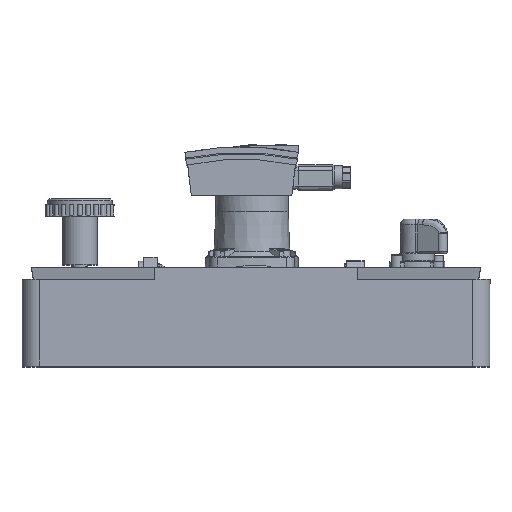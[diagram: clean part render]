
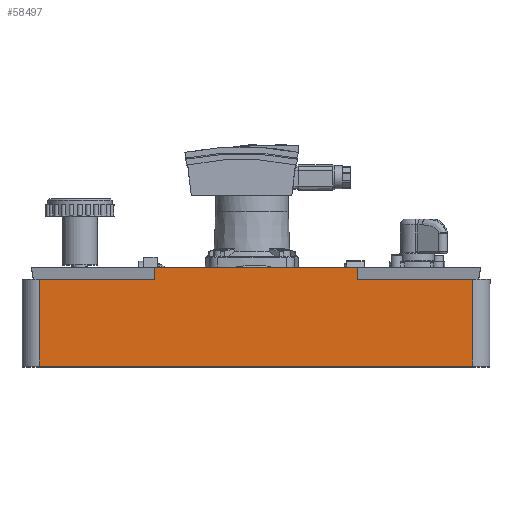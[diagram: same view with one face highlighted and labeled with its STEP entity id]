
A CAD part, left-side view. The second image highlights one B-rep face of the part: STEP entity #58497.
In plain terms, the highlighted planar face has unit normal (-1, 0, 0.005).
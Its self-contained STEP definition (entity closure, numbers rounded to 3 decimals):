
#4627=LINE('',#96194,#10295);
#4854=LINE('',#97201,#10522);
#4858=LINE('',#97211,#10526);
#4868=LINE('',#97236,#10536);
#4880=LINE('',#97269,#10548);
#4925=LINE('',#97369,#10593);
#4939=LINE('',#97400,#10607);
#4973=LINE('',#97496,#10641);
#10295=VECTOR('',#74392,17.5);
#10522=VECTOR('',#75453,1.);
#10526=VECTOR('',#75461,10.);
#10536=VECTOR('',#75487,1.);
#10548=VECTOR('',#75525,37.5);
#10593=VECTOR('',#75610,10.);
#10607=VECTOR('',#75644,7.5);
#10641=VECTOR('',#75786,7.5);
#17789=FACE_OUTER_BOUND('',#21053,.T.);
#21053=EDGE_LOOP('',(#49948,#49949,#49950,#49951,#49952,#49953,#49954,#49955));
#27572=VERTEX_POINT('',#96191);
#27573=VERTEX_POINT('',#96193);
#27790=VERTEX_POINT('',#97199);
#27794=VERTEX_POINT('',#97209);
#27801=VERTEX_POINT('',#97235);
#27808=VERTEX_POINT('',#97266);
#27809=VERTEX_POINT('',#97268);
#27842=VERTEX_POINT('',#97362);
#34881=EDGE_CURVE('',#27573,#27572,#4627,.T.);
#35318=EDGE_CURVE('',#27572,#27790,#4854,.T.);
#35323=EDGE_CURVE('',#27790,#27794,#4858,.T.);
#35335=EDGE_CURVE('',#27801,#27573,#4868,.T.);
#35350=EDGE_CURVE('',#27808,#27809,#4880,.T.);
#35401=EDGE_CURVE('',#27842,#27801,#4925,.T.);
#35417=EDGE_CURVE('',#27808,#27842,#4939,.T.);
#35459=EDGE_CURVE('',#27809,#27794,#4973,.T.);
#49948=ORIENTED_EDGE('',*,*,#35323,.T.);
#49949=ORIENTED_EDGE('',*,*,#35459,.F.);
#49950=ORIENTED_EDGE('',*,*,#35350,.F.);
#49951=ORIENTED_EDGE('',*,*,#35417,.T.);
#49952=ORIENTED_EDGE('',*,*,#35401,.T.);
#49953=ORIENTED_EDGE('',*,*,#35335,.T.);
#49954=ORIENTED_EDGE('',*,*,#34881,.T.);
#49955=ORIENTED_EDGE('',*,*,#35318,.T.);
#55926=PLANE('',#62935);
#58497=ADVANCED_FACE('',(#17789),#55926,.T.);
#62935=AXIS2_PLACEMENT_3D('',#97495,#75784,#75785);
#74392=DIRECTION('',(0.,1.,0.));
#75453=DIRECTION('',(-0.005,0.,-1.));
#75461=DIRECTION('',(0.,1.,0.));
#75487=DIRECTION('',(0.005,0.,1.));
#75525=DIRECTION('',(0.,1.,0.));
#75610=DIRECTION('',(0.,1.,0.));
#75644=DIRECTION('',(0.005,0.,1.));
#75784=DIRECTION('center_axis',(-1.,0.,
0.005));
#75785=DIRECTION('ref_axis',(0.005,0.,1.));
#75786=DIRECTION('',(0.005,0.,1.));
#96191=CARTESIAN_POINT('',(-6.601,22.852,42.37));
#96193=CARTESIAN_POINT('',(-6.601,5.352,42.37));
#96194=CARTESIAN_POINT('',(-6.601,-4.648,42.37));
#97199=CARTESIAN_POINT('',(-6.605,22.852,41.37));
#97201=CARTESIAN_POINT('',(-6.621,22.852,37.86));
#97209=CARTESIAN_POINT('',(-6.605,32.852,41.37));
#97211=CARTESIAN_POINT('',(-6.605,14.852,41.37));
#97235=CARTESIAN_POINT('',(-6.605,5.352,41.37));
#97236=CARTESIAN_POINT('',(-6.621,5.352,37.86));
#97266=CARTESIAN_POINT('',(-6.64,-4.648,33.87));
#97268=CARTESIAN_POINT('',(-6.64,32.852,33.87));
#97269=CARTESIAN_POINT('',(-6.64,-4.648,33.87));
#97362=CARTESIAN_POINT('',(-6.605,-4.648,41.37));
#97369=CARTESIAN_POINT('',(-6.605,-5.398,41.37));
#97400=CARTESIAN_POINT('',(-6.64,-4.648,33.87));
#97495=CARTESIAN_POINT('Origin',(-6.64,-4.648,33.87));
#97496=CARTESIAN_POINT('',(-6.64,32.852,33.87));
